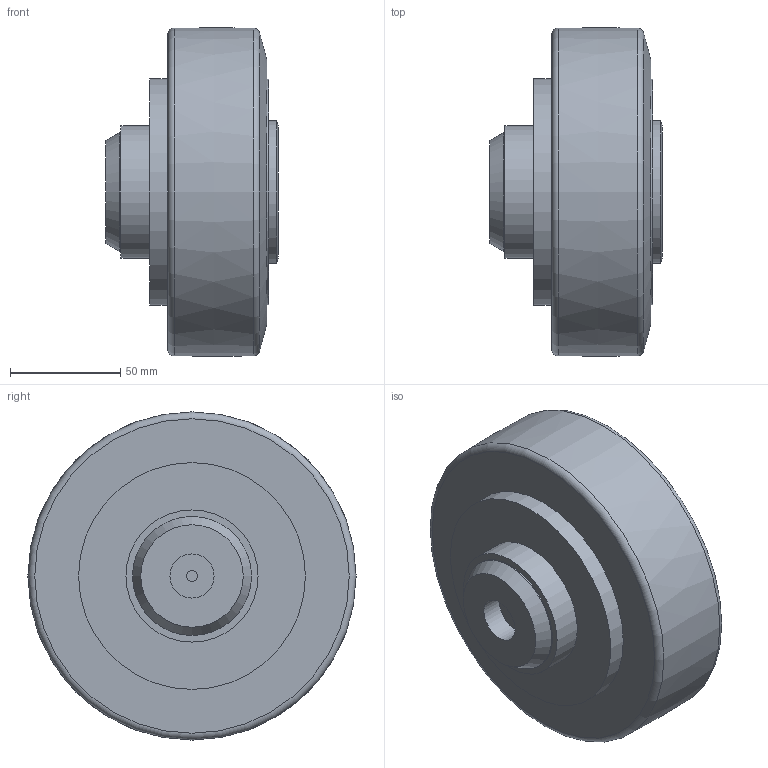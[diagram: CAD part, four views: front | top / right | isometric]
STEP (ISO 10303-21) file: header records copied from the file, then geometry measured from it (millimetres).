
FILE_DESCRIPTION(/* description */ ('-','CAx-IF Rec.Pracs.---Representation and Presentation of Product Manufacturing Information (PMI)---4.0---2014-10-13'),/* implementation_level */ '2;1');
FILE_NAME(/* name */ '817e1462-b4d8-49a4-8a42-ad7a483b8cb7.stp',/* time_stamp */ '2020-04-01T16:41:52+02:00',/* author */ ('-'),/* organization */ ('NTI CADcenter A/S'),/* preprocessor_version */ 'ST-DEVELOPER v18',/* originating_system */ 'Autodesk Inventor 2020',/* authorisation */ '-');
FILE_SCHEMA (('AP242_MANAGED_MODEL_BASED_3D_ENGINEERING_MIM_LF { 1 0 10303 442 1 1 4 }'));
Length unit declared in the file: millimetre
Products named in the file (1): TR 150.0368_Kontur
Bounding box: 78.5 x 149 x 148.99 mm (x, y, z)
Volume: 905204 mm3; surface area: 62334.5 mm2
Topology: 1 solids, 1 shells, 90 faces, 220 edges, 156 vertices
Faces by surface type: plane 62, cylinder 16, cone 7, torus 4, bspline 1
Full cylindrical faces by diameter (mm): 3 x2, 4.917 x1, 12 x4, 15 x2, 20 x1, 54 x1, 60 x1, 65 x1, 101.4 x1, 102.5 x1, 103 x1
Entity records: 2812 total; most frequent: CARTESIAN_POINT 531, DIRECTION 485, ORIENTED_EDGE 440, EDGE_CURVE 220, AXIS2_PLACEMENT_3D 177, VERTEX_POINT 156, LINE 131, VECTOR 131
